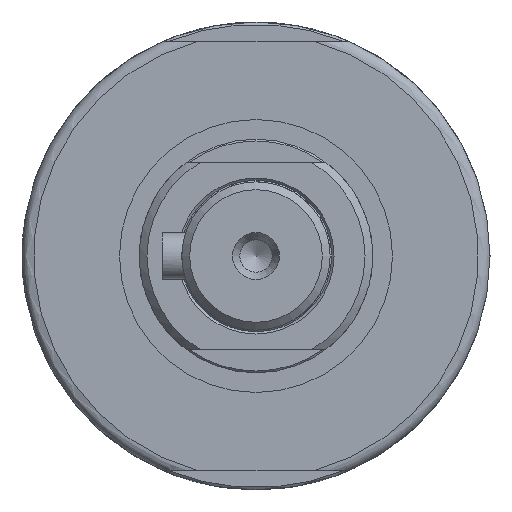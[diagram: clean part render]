
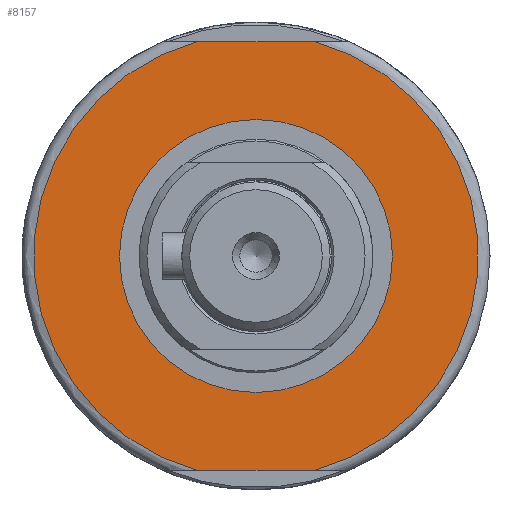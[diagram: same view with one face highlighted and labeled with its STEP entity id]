
A CAD part, left-side view. The second image highlights one B-rep face of the part: STEP entity #8157.
In plain terms, the highlighted planar face has unit normal (-1, 0, 0).
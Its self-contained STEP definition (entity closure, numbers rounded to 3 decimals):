
#220=FACE_BOUND('',#1331,.T.);
#395=PLANE('',#9106);
#803=FACE_OUTER_BOUND('',#1330,.T.);
#1330=EDGE_LOOP('',(#6548,#6549,#6550,#6551));
#1331=EDGE_LOOP('',(#6552,#6553));
#1862=LINE('',#14135,#2344);
#1866=LINE('',#14184,#2348);
#2344=VECTOR('',#11238,10.);
#2348=VECTOR('',#11248,10.);
#2837=CIRCLE('',#9107,28.5);
#2838=CIRCLE('',#9108,28.5);
#2839=CIRCLE('',#9109,17.5);
#2840=CIRCLE('',#9110,17.5);
#3569=VERTEX_POINT('',#14119);
#3570=VERTEX_POINT('',#14134);
#3577=VERTEX_POINT('',#14168);
#3578=VERTEX_POINT('',#14183);
#3581=VERTEX_POINT('',#14218);
#3582=VERTEX_POINT('',#14219);
#4593=EDGE_CURVE('',#3570,#3569,#1862,.T.);
#4602=EDGE_CURVE('',#3578,#3577,#1866,.T.);
#4613=EDGE_CURVE('',#3578,#3569,#2837,.T.);
#4614=EDGE_CURVE('',#3570,#3577,#2838,.T.);
#4615=EDGE_CURVE('',#3581,#3582,#2839,.T.);
#4616=EDGE_CURVE('',#3582,#3581,#2840,.T.);
#6548=ORIENTED_EDGE('',*,*,#4593,.T.);
#6549=ORIENTED_EDGE('',*,*,#4613,.F.);
#6550=ORIENTED_EDGE('',*,*,#4602,.T.);
#6551=ORIENTED_EDGE('',*,*,#4614,.F.);
#6552=ORIENTED_EDGE('',*,*,#4615,.T.);
#6553=ORIENTED_EDGE('',*,*,#4616,.T.);
#8157=ADVANCED_FACE('',(#803,#220),#395,.T.);
#9106=AXIS2_PLACEMENT_3D('',#14215,#11276,#11277);
#9107=AXIS2_PLACEMENT_3D('',#14216,#11278,#11279);
#9108=AXIS2_PLACEMENT_3D('',#14217,#11280,#11281);
#9109=AXIS2_PLACEMENT_3D('',#14220,#11282,#11283);
#9110=AXIS2_PLACEMENT_3D('',#14221,#11284,#11285);
#11238=DIRECTION('',(0.,1.,0.));
#11248=DIRECTION('',(0.,-1.,0.));
#11276=DIRECTION('center_axis',(-1.,0.,0.));
#11277=DIRECTION('ref_axis',(0.,0.,
1.));
#11278=DIRECTION('center_axis',(1.,0.,0.));
#11279=DIRECTION('ref_axis',(0.,1.,0.));
#11280=DIRECTION('center_axis',(1.,0.,0.));
#11281=DIRECTION('ref_axis',(0.,1.,0.));
#11282=DIRECTION('center_axis',(1.,0.,0.));
#11283=DIRECTION('ref_axis',(0.,1.,0.));
#11284=DIRECTION('center_axis',(1.,0.,0.));
#11285=DIRECTION('ref_axis',(0.,1.,0.));
#14119=CARTESIAN_POINT('',(-168.5,7.483,27.5));
#14134=CARTESIAN_POINT('',(-168.5,-7.483,27.5));
#14135=CARTESIAN_POINT('',(-168.5,24.063,27.5));
#14168=CARTESIAN_POINT('',(-168.5,-7.483,-27.5));
#14183=CARTESIAN_POINT('',(-168.5,7.483,-27.5));
#14184=CARTESIAN_POINT('',(-168.5,-1.553,-27.5));
#14215=CARTESIAN_POINT('Origin',(-168.5,23.,0.));
#14216=CARTESIAN_POINT('Origin',(-168.5,0.,0.));
#14217=CARTESIAN_POINT('Origin',(-168.5,0.,0.));
#14218=CARTESIAN_POINT('',(-168.5,17.5,0.));
#14219=CARTESIAN_POINT('',(-168.5,-17.5,0.));
#14220=CARTESIAN_POINT('Origin',(-168.5,0.,0.));
#14221=CARTESIAN_POINT('Origin',(-168.5,0.,0.));
